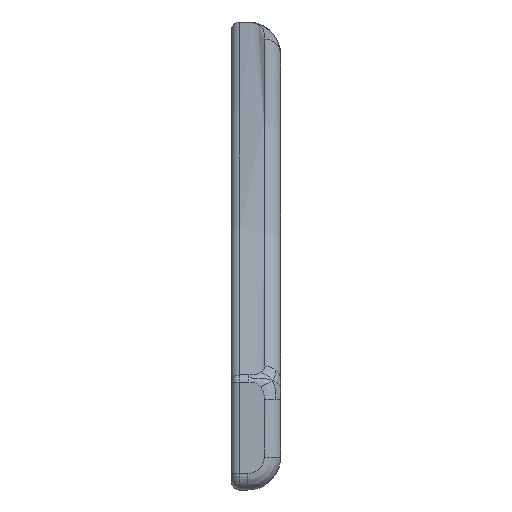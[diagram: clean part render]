
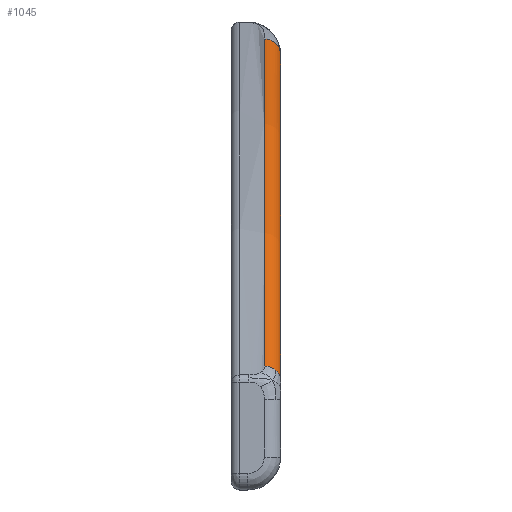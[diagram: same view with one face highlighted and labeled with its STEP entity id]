
A CAD part, left-side view. The second image highlights one B-rep face of the part: STEP entity #1045.
In plain terms, the highlighted toroidal (fillet/blend) face has major radius 189.5 mm and minor radius 1 mm.
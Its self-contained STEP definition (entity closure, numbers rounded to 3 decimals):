
#35=TOROIDAL_SURFACE('',#1148,189.5,1.);
#193=FACE_OUTER_BOUND('',#267,.T.);
#267=EDGE_LOOP('',(#747,#748,#749,#750,#751));
#330=CIRCLE('',#1123,1.);
#331=CIRCLE('',#1124,1.);
#351=CIRCLE('',#1146,1.);
#353=CIRCLE('',#1149,189.5);
#354=CIRCLE('',#1150,190.5);
#445=VERTEX_POINT('',#1954);
#446=VERTEX_POINT('',#1964);
#448=VERTEX_POINT('',#2076);
#471=VERTEX_POINT('',#2457);
#472=VERTEX_POINT('',#2468);
#540=EDGE_CURVE('',#446,#445,#330,.T.);
#544=EDGE_CURVE('',#445,#448,#331,.T.);
#572=EDGE_CURVE('',#472,#471,#351,.T.);
#575=EDGE_CURVE('',#448,#472,#353,.T.);
#576=EDGE_CURVE('',#471,#446,#354,.T.);
#747=ORIENTED_EDGE('',*,*,#540,.T.);
#748=ORIENTED_EDGE('',*,*,#544,.T.);
#749=ORIENTED_EDGE('',*,*,#575,.T.);
#750=ORIENTED_EDGE('',*,*,#572,.T.);
#751=ORIENTED_EDGE('',*,*,#576,.T.);
#1045=ADVANCED_FACE('',(#193),#35,.T.);
#1123=AXIS2_PLACEMENT_3D('',#1965,#1256,#1257);
#1124=AXIS2_PLACEMENT_3D('',#2141,#1258,#1259);
#1146=AXIS2_PLACEMENT_3D('',#2469,#1306,#1307);
#1148=AXIS2_PLACEMENT_3D('',#2482,#1310,#1311);
#1149=AXIS2_PLACEMENT_3D('',#2483,#1312,#1313);
#1150=AXIS2_PLACEMENT_3D('',#2484,#1314,#1315);
#1256=DIRECTION('center_axis',(0.863,0.,
0.506));
#1257=DIRECTION('ref_axis',(-0.506,0.,0.863));
#1258=DIRECTION('center_axis',(0.863,0.,
0.506));
#1259=DIRECTION('ref_axis',(-0.506,0.,0.863));
#1306=DIRECTION('center_axis',(-0.967,0.,
-0.255));
#1307=DIRECTION('ref_axis',(0.,-1.,0.));
#1310=DIRECTION('center_axis',(0.,-1.,0.));
#1311=DIRECTION('ref_axis',(0.,0.,-1.));
#1312=DIRECTION('center_axis',(0.,1.,0.));
#1313=DIRECTION('ref_axis',(-0.377,0.,0.926));
#1314=DIRECTION('center_axis',(0.,-1.,0.));
#1315=DIRECTION('ref_axis',(-0.377,0.,0.926));
#1954=CARTESIAN_POINT('',(-96.183,-152.647,173.437));
#1964=CARTESIAN_POINT('',(-96.331,-151.94,173.689));
#1965=CARTESIAN_POINT('Origin',(-95.825,-151.94,172.827));
#2076=CARTESIAN_POINT('',(-95.825,-152.94,172.827));
#2141=CARTESIAN_POINT('Origin',(-95.825,-151.94,172.827));
#2457=CARTESIAN_POINT('',(-48.573,-151.94,193.543));
#2468=CARTESIAN_POINT('',(-48.318,-152.94,192.576));
#2469=CARTESIAN_POINT('Origin',(-48.318,-151.94,192.576));
#2482=CARTESIAN_POINT('Origin',(-0.004,-151.94,
9.338));
#2483=CARTESIAN_POINT('Origin',(-0.004,-152.94,
9.338));
#2484=CARTESIAN_POINT('Origin',(-0.004,-151.94,
9.338));
